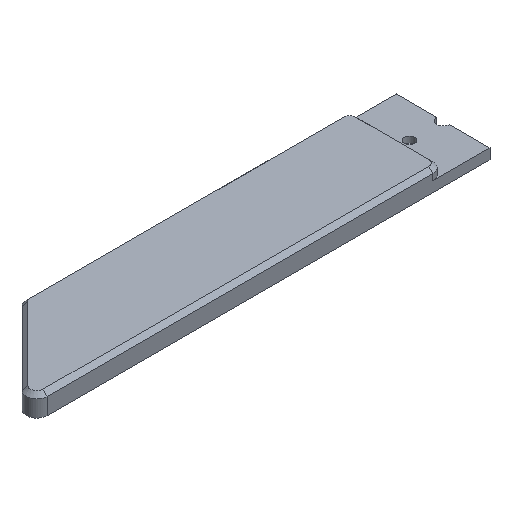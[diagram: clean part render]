
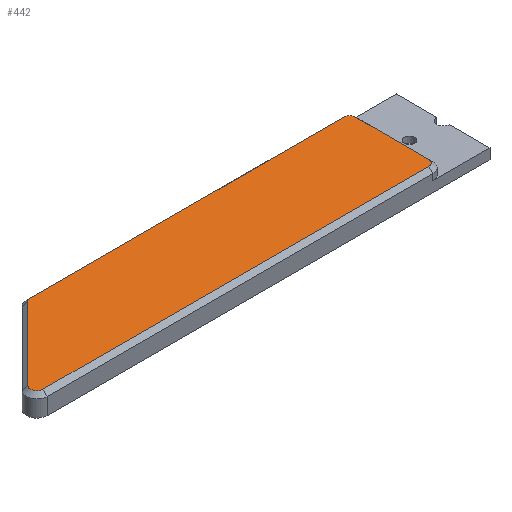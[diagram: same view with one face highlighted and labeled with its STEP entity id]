
A CAD part, isometric view. The second image highlights one B-rep face of the part: STEP entity #442.
In plain terms, the highlighted planar face has unit normal (0, 0, 1).
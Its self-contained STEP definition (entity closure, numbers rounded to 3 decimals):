
#29=PLANE('',#505);
#52=FACE_OUTER_BOUND('',#80,.T.);
#80=EDGE_LOOP('',(#353,#354,#355,#356,#357,#358,#359,#360));
#99=LINE('',#679,#140);
#104=LINE('',#693,#145);
#108=LINE('',#705,#149);
#112=LINE('',#717,#153);
#140=VECTOR('',#541,10.);
#145=VECTOR('',#554,10.);
#149=VECTOR('',#566,10.);
#153=VECTOR('',#578,10.);
#182=CIRCLE('',#486,3.);
#184=CIRCLE('',#490,3.);
#186=CIRCLE('',#494,3.);
#188=CIRCLE('',#498,3.);
#202=VERTEX_POINT('',#676);
#203=VERTEX_POINT('',#678);
#206=VERTEX_POINT('',#686);
#208=VERTEX_POINT('',#691);
#210=VERTEX_POINT('',#698);
#212=VERTEX_POINT('',#703);
#214=VERTEX_POINT('',#710);
#216=VERTEX_POINT('',#715);
#241=EDGE_CURVE('',#202,#203,#99,.T.);
#246=EDGE_CURVE('',#206,#202,#182,.T.);
#248=EDGE_CURVE('',#208,#206,#104,.T.);
#252=EDGE_CURVE('',#210,#208,#184,.T.);
#254=EDGE_CURVE('',#212,#210,#108,.T.);
#258=EDGE_CURVE('',#214,#212,#186,.T.);
#260=EDGE_CURVE('',#216,#214,#112,.T.);
#263=EDGE_CURVE('',#203,#216,#188,.T.);
#353=ORIENTED_EDGE('',*,*,#241,.F.);
#354=ORIENTED_EDGE('',*,*,#246,.F.);
#355=ORIENTED_EDGE('',*,*,#248,.F.);
#356=ORIENTED_EDGE('',*,*,#252,.F.);
#357=ORIENTED_EDGE('',*,*,#254,.F.);
#358=ORIENTED_EDGE('',*,*,#258,.F.);
#359=ORIENTED_EDGE('',*,*,#260,.F.);
#360=ORIENTED_EDGE('',*,*,#263,.F.);
#442=ADVANCED_FACE('',(#52),#29,.T.);
#486=AXIS2_PLACEMENT_3D('',#688,#549,#550);
#490=AXIS2_PLACEMENT_3D('',#700,#561,#562);
#494=AXIS2_PLACEMENT_3D('',#712,#573,#574);
#498=AXIS2_PLACEMENT_3D('',#721,#584,#585);
#505=AXIS2_PLACEMENT_3D('',#744,#607,#608);
#541=DIRECTION('',(-1.,0.,0.));
#549=DIRECTION('center_axis',(0.,0.,-1.));
#550=DIRECTION('ref_axis',(0.707,-0.707,0.));
#554=DIRECTION('',(0.,-1.,0.));
#561=DIRECTION('center_axis',(0.,0.,-1.));
#562=DIRECTION('ref_axis',(0.707,0.707,0.));
#566=DIRECTION('',(1.,0.,0.));
#573=DIRECTION('center_axis',(0.,0.,-1.));
#574=DIRECTION('ref_axis',(-0.383,0.924,0.));
#578=DIRECTION('',(0.707,0.707,0.));
#584=DIRECTION('center_axis',(0.,0.,-1.));
#585=DIRECTION('ref_axis',(-0.924,-0.383,0.));
#607=DIRECTION('center_axis',(0.,0.,1.));
#608=DIRECTION('ref_axis',(1.,0.,0.));
#676=CARTESIAN_POINT('',(-27.5,-43.,10.));
#678=CARTESIAN_POINT('',(-212.929,-43.,10.));
#679=CARTESIAN_POINT('',(-168.75,-43.,10.));
#686=CARTESIAN_POINT('',(-24.5,-40.,10.));
#688=CARTESIAN_POINT('Origin',(-27.5,-40.,10.));
#691=CARTESIAN_POINT('',(-24.5,-5.,10.));
#693=CARTESIAN_POINT('',(-24.5,-33.75,10.));
#698=CARTESIAN_POINT('',(-27.5,-2.,10.));
#700=CARTESIAN_POINT('Origin',(-27.5,-5.,10.));
#703=CARTESIAN_POINT('',(-177.929,-2.,10.));
#705=CARTESIAN_POINT('',(-56.25,-2.,10.));
#710=CARTESIAN_POINT('',(-180.05,-2.879,10.));
#712=CARTESIAN_POINT('Origin',(-177.929,-5.,10.));
#715=CARTESIAN_POINT('',(-215.05,-37.879,10.));
#717=CARTESIAN_POINT('',(-167.336,9.836,10.));
#721=CARTESIAN_POINT('Origin',(-212.929,-40.,10.));
#744=CARTESIAN_POINT('Origin',(-112.5,-22.5,10.));
